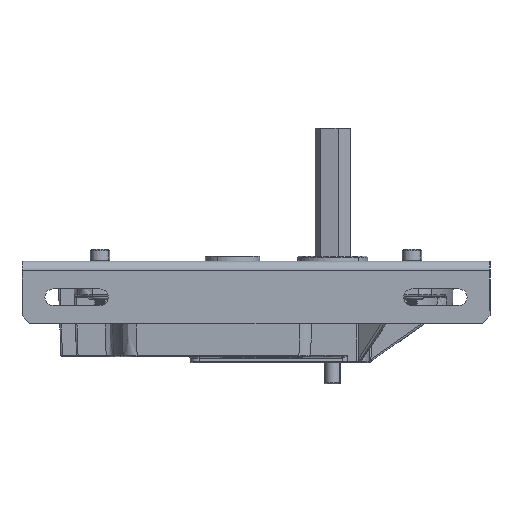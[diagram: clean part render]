
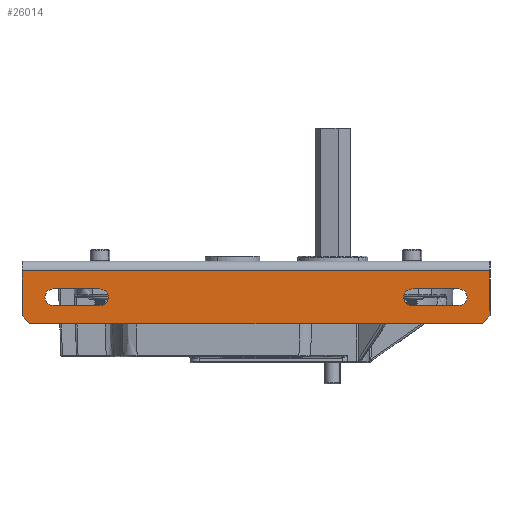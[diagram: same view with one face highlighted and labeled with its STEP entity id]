
A CAD part, front view. The second image highlights one B-rep face of the part: STEP entity #26014.
In plain terms, the highlighted planar face has unit normal (0, -1, 0).
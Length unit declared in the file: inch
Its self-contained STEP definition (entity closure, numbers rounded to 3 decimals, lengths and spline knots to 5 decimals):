
#766 = EDGE_CURVE ( 'NONE', #51669, #23585, #7625, .T. ) ;
#1184 = CARTESIAN_POINT ( 'NONE',  ( -3.25, -1.625, -0.71 ) ) ;
#3029 = EDGE_CURVE ( 'NONE', #35635, #34598, #46396, .T. ) ;
#3607 = LINE ( 'NONE', #4342, #67780 ) ;
#4342 = CARTESIAN_POINT ( 'NONE',  ( -3.25, -1.625, -0.444 ) ) ;
#5297 = EDGE_CURVE ( 'NONE', #45736, #21473, #44114, .T. ) ;
#5966 = AXIS2_PLACEMENT_3D ( 'NONE', #63596, #12491, #29636 ) ;
#6148 = CARTESIAN_POINT ( 'NONE',  ( 2.5, -1.625, -0.577 ) ) ;
#6383 = VERTEX_POINT ( 'NONE', #25040 ) ;
#6460 = FACE_BOUND ( 'NONE', #54450, .T. ) ;
#7576 = AXIS2_PLACEMENT_3D ( 'NONE', #46378, #23199, #63509 ) ;
#7625 = LINE ( 'NONE', #64300, #26106 ) ;
#10628 = CARTESIAN_POINT ( 'NONE',  ( 0., -1.625, -0.154 ) ) ;
#10767 = LINE ( 'NONE', #62245, #44803 ) ;
#11000 = VERTEX_POINT ( 'NONE', #14264 ) ;
#12254 = CARTESIAN_POINT ( 'NONE',  ( -2.5, -1.625, -0.577 ) ) ;
#12491 = DIRECTION ( 'NONE',  ( 0., 1., 0. ) ) ;
#12762 = PLANE ( 'NONE',  #7576 ) ;
#14264 = CARTESIAN_POINT ( 'NONE',  ( 3.25, -1.625, -0.71 ) ) ;
#16073 = CARTESIAN_POINT ( 'NONE',  ( 3.75, -1.625, -0.875 ) ) ;
#16759 = CARTESIAN_POINT ( 'NONE',  ( -3.75, -1.625, -0.875 ) ) ;
#17582 = LINE ( 'NONE', #25025, #32434 ) ;
#18552 = DIRECTION ( 'NONE',  ( 0., 0., 1. ) ) ;
#18942 = EDGE_CURVE ( 'NONE', #23585, #42054, #64987, .T. ) ;
#18949 = CARTESIAN_POINT ( 'NONE',  ( 3.25, -1.625, -0.444 ) ) ;
#19189 = EDGE_CURVE ( 'NONE', #34598, #45736, #35459, .T. ) ;
#19309 = CARTESIAN_POINT ( 'NONE',  ( -3.25, -1.625, -0.444 ) ) ;
#19497 = EDGE_CURVE ( 'NONE', #42147, #19898, #72940, .T. ) ;
#19712 = CARTESIAN_POINT ( 'NONE',  ( -3.25, -1.625, -0.71 ) ) ;
#19898 = VERTEX_POINT ( 'NONE', #40141 ) ;
#21473 = VERTEX_POINT ( 'NONE', #19309 ) ;
#21674 = LINE ( 'NONE', #16073, #48178 ) ;
#22145 = EDGE_LOOP ( 'NONE', ( #72318, #27059, #54380, #41910, #41920, #50570 ) ) ;
#22286 = DIRECTION ( 'NONE',  ( 0., 0., -1. ) ) ;
#23199 = DIRECTION ( 'NONE',  ( 0., 1., 0. ) ) ;
#23585 = VERTEX_POINT ( 'NONE', #31889 ) ;
#25025 = CARTESIAN_POINT ( 'NONE',  ( 3.25, -1.625, -0.71 ) ) ;
#25040 = CARTESIAN_POINT ( 'NONE',  ( 2.5, -1.625, -0.444 ) ) ;
#25418 = ORIENTED_EDGE ( 'NONE', *, *, #19189, .T. ) ;
#26014 = ADVANCED_FACE ( 'NONE', ( #6460, #40382, #62420 ), #12762, .F. ) ;
#26106 = VECTOR ( 'NONE', #65034, 39.37008 ) ;
#26109 = ORIENTED_EDGE ( 'NONE', *, *, #63858, .T. ) ;
#27059 = ORIENTED_EDGE ( 'NONE', *, *, #67233, .T. ) ;
#27421 = CARTESIAN_POINT ( 'NONE',  ( 3.75, -1.625, -0.125 ) ) ;
#28295 = ORIENTED_EDGE ( 'NONE', *, *, #48979, .T. ) ;
#29144 = CARTESIAN_POINT ( 'NONE',  ( 3.625, -1.625, -1. ) ) ;
#29636 = DIRECTION ( 'NONE',  ( 0., 0., 1. ) ) ;
#30489 = CARTESIAN_POINT ( 'NONE',  ( -2.5, -1.625, -0.71 ) ) ;
#31385 = EDGE_CURVE ( 'NONE', #6383, #49547, #71194, .T. ) ;
#31596 = VERTEX_POINT ( 'NONE', #35342 ) ;
#31889 = CARTESIAN_POINT ( 'NONE',  ( -3.625, -1.625, -1. ) ) ;
#32316 = EDGE_CURVE ( 'NONE', #31596, #51669, #10767, .T. ) ;
#32434 = VECTOR ( 'NONE', #63877, 39.37008 ) ;
#33265 = DIRECTION ( 'NONE',  ( 0., 1., 0. ) ) ;
#34398 = VERTEX_POINT ( 'NONE', #71214 ) ;
#34439 = ORIENTED_EDGE ( 'NONE', *, *, #61258, .T. ) ;
#34598 = VERTEX_POINT ( 'NONE', #30489 ) ;
#34834 = ORIENTED_EDGE ( 'NONE', *, *, #47777, .T. ) ;
#35342 = CARTESIAN_POINT ( 'NONE',  ( -3.75, -1.625, -0.154 ) ) ;
#35459 = LINE ( 'NONE', #1184, #47475 ) ;
#35635 = VERTEX_POINT ( 'NONE', #71525 ) ;
#35793 = CIRCLE ( 'NONE', #53667, 0.133 ) ;
#38078 = CARTESIAN_POINT ( 'NONE',  ( 3.75, -1.625, -0.875 ) ) ;
#38133 = CARTESIAN_POINT ( 'NONE',  ( 3.75, -1.625, -1. ) ) ;
#38197 = AXIS2_PLACEMENT_3D ( 'NONE', #12254, #57791, #18552 ) ;
#38670 = VECTOR ( 'NONE', #45349, 39.37008 ) ;
#38858 = DIRECTION ( 'NONE',  ( 0.707, 0., 0.707 ) ) ;
#38880 = DIRECTION ( 'NONE',  ( 0., 0., -1. ) ) ;
#40082 = DIRECTION ( 'NONE',  ( 0., 0., -1. ) ) ;
#40141 = CARTESIAN_POINT ( 'NONE',  ( 3.75, -1.625, -0.154 ) ) ;
#40382 = FACE_BOUND ( 'NONE', #42141, .T. ) ;
#40447 = DIRECTION ( 'NONE',  ( 0., 1., 0. ) ) ;
#41910 = ORIENTED_EDGE ( 'NONE', *, *, #58998, .F. ) ;
#41920 = ORIENTED_EDGE ( 'NONE', *, *, #32316, .T. ) ;
#42054 = VERTEX_POINT ( 'NONE', #29144 ) ;
#42141 = EDGE_LOOP ( 'NONE', ( #25418, #54996, #34834, #44748 ) ) ;
#42147 = VERTEX_POINT ( 'NONE', #38078 ) ;
#42880 = CARTESIAN_POINT ( 'NONE',  ( 3.25, -1.625, -0.444 ) ) ;
#44114 = CIRCLE ( 'NONE', #5966, 0.133 ) ;
#44748 = ORIENTED_EDGE ( 'NONE', *, *, #3029, .T. ) ;
#44803 = VECTOR ( 'NONE', #22286, 39.37008 ) ;
#45349 = DIRECTION ( 'NONE',  ( 1., 0., 0. ) ) ;
#45736 = VERTEX_POINT ( 'NONE', #19712 ) ;
#46378 = CARTESIAN_POINT ( 'NONE',  ( 0., -1.625, 0. ) ) ;
#46396 = CIRCLE ( 'NONE', #38197, 0.133 ) ;
#47475 = VECTOR ( 'NONE', #63451, 39.37008 ) ;
#47777 = EDGE_CURVE ( 'NONE', #21473, #35635, #3607, .T. ) ;
#48178 = VECTOR ( 'NONE', #38858, 39.37008 ) ;
#48713 = VECTOR ( 'NONE', #65342, 39.37008 ) ;
#48979 = EDGE_CURVE ( 'NONE', #34398, #6383, #63222, .T. ) ;
#49547 = VERTEX_POINT ( 'NONE', #18949 ) ;
#50570 = ORIENTED_EDGE ( 'NONE', *, *, #766, .T. ) ;
#51669 = VERTEX_POINT ( 'NONE', #16759 ) ;
#53667 = AXIS2_PLACEMENT_3D ( 'NONE', #56411, #33265, #38880 ) ;
#54380 = ORIENTED_EDGE ( 'NONE', *, *, #19497, .T. ) ;
#54450 = EDGE_LOOP ( 'NONE', ( #60248, #34439, #26109, #28295 ) ) ;
#54996 = ORIENTED_EDGE ( 'NONE', *, *, #5297, .T. ) ;
#56411 = CARTESIAN_POINT ( 'NONE',  ( 3.25, -1.625, -0.577 ) ) ;
#56532 = LINE ( 'NONE', #10628, #38670 ) ;
#57791 = DIRECTION ( 'NONE',  ( 0., 1., 0. ) ) ;
#58998 = EDGE_CURVE ( 'NONE', #31596, #19898, #56532, .T. ) ;
#59660 = AXIS2_PLACEMENT_3D ( 'NONE', #6148, #40447, #40082 ) ;
#60248 = ORIENTED_EDGE ( 'NONE', *, *, #31385, .T. ) ;
#61258 = EDGE_CURVE ( 'NONE', #49547, #11000, #35793, .T. ) ;
#62245 = CARTESIAN_POINT ( 'NONE',  ( -3.75, -1.625, -1. ) ) ;
#62420 = FACE_OUTER_BOUND ( 'NONE', #22145, .T. ) ;
#62568 = VECTOR ( 'NONE', #65232, 39.37008 ) ;
#63222 = CIRCLE ( 'NONE', #59660, 0.133 ) ;
#63451 = DIRECTION ( 'NONE',  ( -1., 0., 0. ) ) ;
#63509 = DIRECTION ( 'NONE',  ( 0., 0., 1. ) ) ;
#63596 = CARTESIAN_POINT ( 'NONE',  ( -3.25, -1.625, -0.577 ) ) ;
#63858 = EDGE_CURVE ( 'NONE', #11000, #34398, #17582, .T. ) ;
#63877 = DIRECTION ( 'NONE',  ( -1., 0., 0. ) ) ;
#64149 = VECTOR ( 'NONE', #67352, 39.37008 ) ;
#64300 = CARTESIAN_POINT ( 'NONE',  ( -3.625, -1.625, -1. ) ) ;
#64987 = LINE ( 'NONE', #38133, #48713 ) ;
#65034 = DIRECTION ( 'NONE',  ( 0.707, 0., -0.707 ) ) ;
#65232 = DIRECTION ( 'NONE',  ( 1., 0., 0. ) ) ;
#65342 = DIRECTION ( 'NONE',  ( 1., 0., 0. ) ) ;
#66990 = DIRECTION ( 'NONE',  ( 1., 0., 0. ) ) ;
#67233 = EDGE_CURVE ( 'NONE', #42054, #42147, #21674, .T. ) ;
#67352 = DIRECTION ( 'NONE',  ( 0., 0., 1. ) ) ;
#67780 = VECTOR ( 'NONE', #66990, 39.37008 ) ;
#71194 = LINE ( 'NONE', #42880, #62568 ) ;
#71214 = CARTESIAN_POINT ( 'NONE',  ( 2.5, -1.625, -0.71 ) ) ;
#71525 = CARTESIAN_POINT ( 'NONE',  ( -2.5, -1.625, -0.444 ) ) ;
#72318 = ORIENTED_EDGE ( 'NONE', *, *, #18942, .T. ) ;
#72940 = LINE ( 'NONE', #27421, #64149 ) ;
